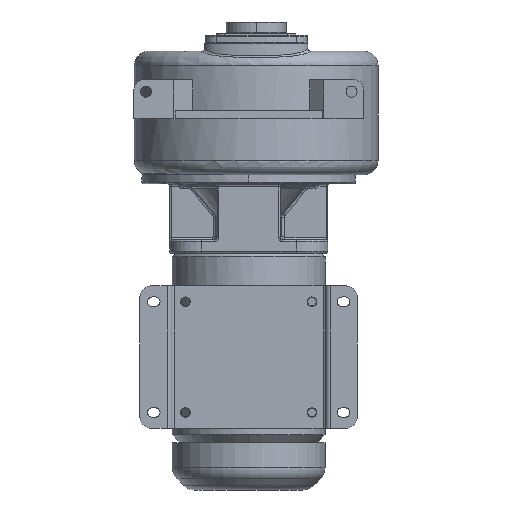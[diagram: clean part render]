
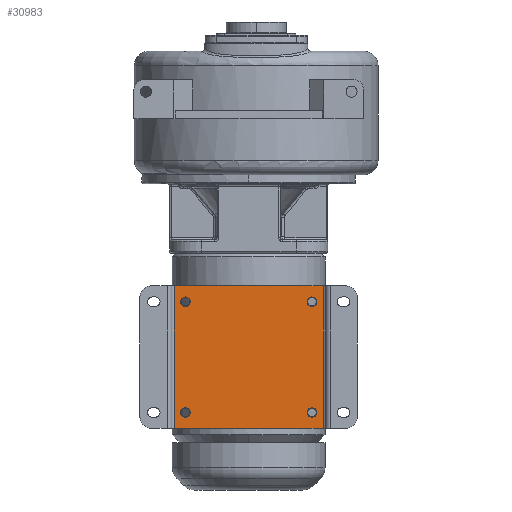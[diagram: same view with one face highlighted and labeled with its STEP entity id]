
A CAD part, front view. The second image highlights one B-rep face of the part: STEP entity #30983.
In plain terms, the highlighted planar face has unit normal (0, -1, 0).
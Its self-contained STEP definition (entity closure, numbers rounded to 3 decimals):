
#12332=DIRECTION('',(-1.,0.,0.));
#12333=VECTOR('',#12332,188.);
#12334=CARTESIAN_POINT('',(94.,-103.,-43.));
#12335=LINE('',#12334,#12333);
#12450=DIRECTION('',(0.,0.,1.));
#12451=VECTOR('',#12450,180.);
#12452=CARTESIAN_POINT('',(94.,-103.,-223.));
#12453=LINE('',#12452,#12451);
#12454=CARTESIAN_POINT('',(80.,-103.,-63.));
#12455=DIRECTION('',(0.,1.,0.));
#12456=DIRECTION('',(0.,0.,1.));
#12457=AXIS2_PLACEMENT_3D('',#12454,#12455,#12456);
#12459=CARTESIAN_POINT('',(80.,-103.,-63.));
#12460=DIRECTION('',(0.,1.,0.));
#12461=DIRECTION('',(0.,0.,-1.));
#12462=AXIS2_PLACEMENT_3D('',#12459,#12460,#12461);
#12464=CARTESIAN_POINT('',(-80.,-103.,-63.));
#12465=DIRECTION('',(0.,1.,0.));
#12466=DIRECTION('',(0.,0.,1.));
#12467=AXIS2_PLACEMENT_3D('',#12464,#12465,#12466);
#12469=CARTESIAN_POINT('',(-80.,-103.,-63.));
#12470=DIRECTION('',(0.,1.,0.));
#12471=DIRECTION('',(0.,0.,-1.));
#12472=AXIS2_PLACEMENT_3D('',#12469,#12470,#12471);
#12474=CARTESIAN_POINT('',(80.,-103.,-203.));
#12475=DIRECTION('',(0.,1.,0.));
#12476=DIRECTION('',(0.,0.,1.));
#12477=AXIS2_PLACEMENT_3D('',#12474,#12475,#12476);
#12479=CARTESIAN_POINT('',(80.,-103.,-203.));
#12480=DIRECTION('',(0.,1.,0.));
#12481=DIRECTION('',(0.,0.,-1.));
#12482=AXIS2_PLACEMENT_3D('',#12479,#12480,#12481);
#12484=CARTESIAN_POINT('',(-80.,-103.,-203.));
#12485=DIRECTION('',(0.,1.,0.));
#12486=DIRECTION('',(0.,0.,1.));
#12487=AXIS2_PLACEMENT_3D('',#12484,#12485,#12486);
#12489=CARTESIAN_POINT('',(-80.,-103.,-203.));
#12490=DIRECTION('',(0.,1.,0.));
#12491=DIRECTION('',(0.,0.,-1.));
#12492=AXIS2_PLACEMENT_3D('',#12489,#12490,#12491);
#12502=DIRECTION('',(-1.,0.,0.));
#12503=VECTOR('',#12502,188.);
#12504=CARTESIAN_POINT('',(94.,-103.,-223.));
#12505=LINE('',#12504,#12503);
#12764=DIRECTION('',(0.,0.,1.));
#12765=VECTOR('',#12764,180.);
#12766=CARTESIAN_POINT('',(-94.,-103.,-223.));
#12767=LINE('',#12766,#12765);
#13362=CARTESIAN_POINT('',(94.,-103.,-223.));
#13363=VERTEX_POINT('',#13362);
#13364=CARTESIAN_POINT('',(-94.,-103.,-223.));
#13365=VERTEX_POINT('',#13364);
#13378=CARTESIAN_POINT('',(94.,-103.,-43.));
#13379=VERTEX_POINT('',#13378);
#13380=CARTESIAN_POINT('',(-94.,-103.,-43.));
#13381=VERTEX_POINT('',#13380);
#13436=CARTESIAN_POINT('',(-80.,-103.,-197.));
#13437=CARTESIAN_POINT('',(-80.,-103.,-209.));
#13438=VERTEX_POINT('',#13436);
#13439=VERTEX_POINT('',#13437);
#13440=CARTESIAN_POINT('',(80.,-103.,-197.));
#13441=CARTESIAN_POINT('',(80.,-103.,-209.));
#13442=VERTEX_POINT('',#13440);
#13443=VERTEX_POINT('',#13441);
#13444=CARTESIAN_POINT('',(-80.,-103.,-57.));
#13445=CARTESIAN_POINT('',(-80.,-103.,-69.));
#13446=VERTEX_POINT('',#13444);
#13447=VERTEX_POINT('',#13445);
#13448=CARTESIAN_POINT('',(80.,-103.,-57.));
#13449=CARTESIAN_POINT('',(80.,-103.,-69.));
#13450=VERTEX_POINT('',#13448);
#13451=VERTEX_POINT('',#13449);
#30947=CARTESIAN_POINT('',(94.,-103.,-223.));
#30948=DIRECTION('',(0.,1.,0.));
#30949=DIRECTION('',(-1.,0.,0.));
#30950=AXIS2_PLACEMENT_3D('',#30947,#30948,#30949);
#30951=PLANE('',#30950);
#30953=ORIENTED_EDGE('',*,*,#30952,.T.);
#30955=ORIENTED_EDGE('',*,*,#30954,.T.);
#30956=ORIENTED_EDGE('',*,*,#30781,.F.);
#30958=ORIENTED_EDGE('',*,*,#30957,.F.);
#30959=EDGE_LOOP('',(#30953,#30955,#30956,#30958));
#30960=FACE_OUTER_BOUND('',#30959,.F.);
#30961=ORIENTED_EDGE('',*,*,#30927,.F.);
#30962=ORIENTED_EDGE('',*,*,#30941,.F.);
#30963=EDGE_LOOP('',(#30961,#30962));
#30964=FACE_BOUND('',#30963,.F.);
#30966=ORIENTED_EDGE('',*,*,#30965,.F.);
#30968=ORIENTED_EDGE('',*,*,#30967,.F.);
#30969=EDGE_LOOP('',(#30966,#30968));
#30970=FACE_BOUND('',#30969,.F.);
#30972=ORIENTED_EDGE('',*,*,#30971,.F.);
#30974=ORIENTED_EDGE('',*,*,#30973,.F.);
#30975=EDGE_LOOP('',(#30972,#30974));
#30976=FACE_BOUND('',#30975,.F.);
#30978=ORIENTED_EDGE('',*,*,#30977,.F.);
#30980=ORIENTED_EDGE('',*,*,#30979,.F.);
#30981=EDGE_LOOP('',(#30978,#30980));
#30982=FACE_BOUND('',#30981,.F.);
#30983=ADVANCED_FACE('',(#30960,#30964,#30970,#30976,#30982),#30951,.F.);
#12458=CIRCLE('',#12457,6.);
#12463=CIRCLE('',#12462,6.);
#12468=CIRCLE('',#12467,6.);
#12473=CIRCLE('',#12472,6.);
#12478=CIRCLE('',#12477,6.);
#12483=CIRCLE('',#12482,6.);
#12488=CIRCLE('',#12487,6.);
#12493=CIRCLE('',#12492,6.);
#30781=EDGE_CURVE('',#13379,#13381,#12335,.T.);
#30927=EDGE_CURVE('',#13450,#13451,#12458,.T.);
#30941=EDGE_CURVE('',#13451,#13450,#12463,.T.);
#30952=EDGE_CURVE('',#13363,#13365,#12505,.T.);
#30954=EDGE_CURVE('',#13365,#13381,#12767,.T.);
#30957=EDGE_CURVE('',#13363,#13379,#12453,.T.);
#30965=EDGE_CURVE('',#13446,#13447,#12468,.T.);
#30967=EDGE_CURVE('',#13447,#13446,#12473,.T.);
#30971=EDGE_CURVE('',#13442,#13443,#12478,.T.);
#30973=EDGE_CURVE('',#13443,#13442,#12483,.T.);
#30977=EDGE_CURVE('',#13438,#13439,#12488,.T.);
#30979=EDGE_CURVE('',#13439,#13438,#12493,.T.);
